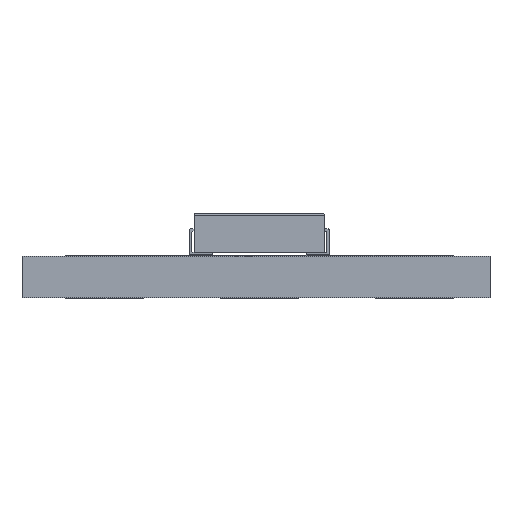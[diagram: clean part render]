
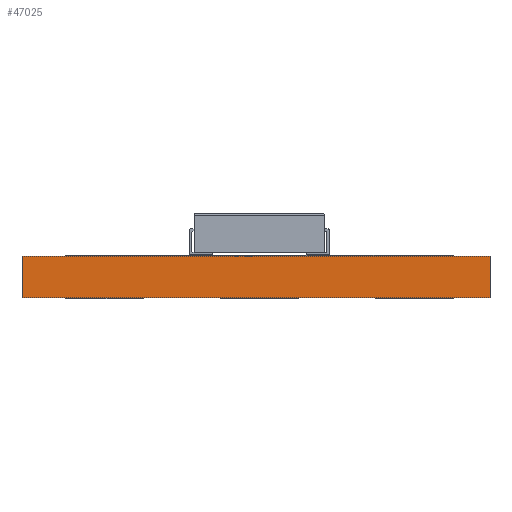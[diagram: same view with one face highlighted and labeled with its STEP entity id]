
A CAD part, front view. The second image highlights one B-rep face of the part: STEP entity #47025.
In plain terms, the highlighted planar face has unit normal (0, -1, 0).
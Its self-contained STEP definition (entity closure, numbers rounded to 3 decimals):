
#47025 = ADVANCED_FACE('',(#47026),#47060,.T.);
#47026 = FACE_BOUND('',#47027,.T.);
#47027 = EDGE_LOOP('',(#47028,#47038,#47046,#47054));
#47028 = ORIENTED_EDGE('',*,*,#47029,.T.);
#47029 = EDGE_CURVE('',#47030,#47032,#47034,.T.);
#47030 = VERTEX_POINT('',#47031);
#47031 = CARTESIAN_POINT('',(9.,-49.941,0.));
#47032 = VERTEX_POINT('',#47033);
#47033 = CARTESIAN_POINT('',(9.,-49.941,1.6));
#47034 = LINE('',#47035,#47036);
#47035 = CARTESIAN_POINT('',(9.,-49.941,0.));
#47036 = VECTOR('',#47037,1.);
#47037 = DIRECTION('',(0.,0.,1.));
#47038 = ORIENTED_EDGE('',*,*,#47039,.T.);
#47039 = EDGE_CURVE('',#47032,#47040,#47042,.T.);
#47040 = VERTEX_POINT('',#47041);
#47041 = CARTESIAN_POINT('',(-9.,-49.941,1.6));
#47042 = LINE('',#47043,#47044);
#47043 = CARTESIAN_POINT('',(9.,-49.941,1.6));
#47044 = VECTOR('',#47045,1.);
#47045 = DIRECTION('',(-1.,0.,0.));
#47046 = ORIENTED_EDGE('',*,*,#47047,.F.);
#47047 = EDGE_CURVE('',#47048,#47040,#47050,.T.);
#47048 = VERTEX_POINT('',#47049);
#47049 = CARTESIAN_POINT('',(-9.,-49.941,0.));
#47050 = LINE('',#47051,#47052);
#47051 = CARTESIAN_POINT('',(-9.,-49.941,0.));
#47052 = VECTOR('',#47053,1.);
#47053 = DIRECTION('',(0.,0.,1.));
#47054 = ORIENTED_EDGE('',*,*,#47055,.F.);
#47055 = EDGE_CURVE('',#47030,#47048,#47056,.T.);
#47056 = LINE('',#47057,#47058);
#47057 = CARTESIAN_POINT('',(9.,-49.941,0.));
#47058 = VECTOR('',#47059,1.);
#47059 = DIRECTION('',(-1.,0.,0.));
#47060 = PLANE('',#47061);
#47061 = AXIS2_PLACEMENT_3D('',#47062,#47063,#47064);
#47062 = CARTESIAN_POINT('',(9.,-49.941,0.));
#47063 = DIRECTION('',(0.,-1.,0.));
#47064 = DIRECTION('',(-1.,0.,0.));
